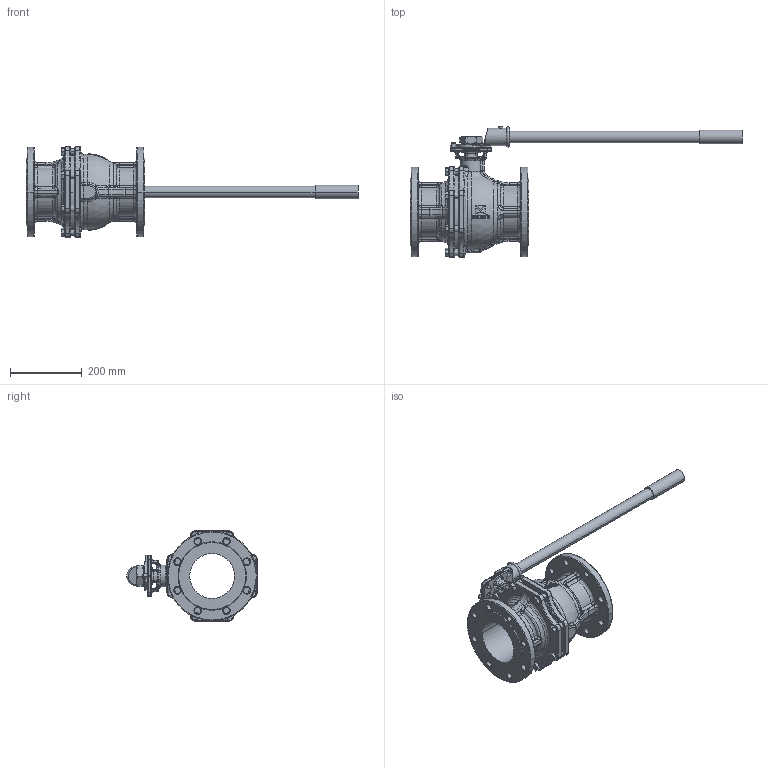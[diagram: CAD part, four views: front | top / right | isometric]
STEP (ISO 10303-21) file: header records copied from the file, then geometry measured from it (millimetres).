
FILE_DESCRIPTION((''),'2;1');
FILE_NAME('2019SD-125_ASM','2014-12-27T',('Administrator'),(''),'PRO/ENGINEER BY PARAMETRIC TECHNOLOGY CORPORATION, 2011080','PRO/ENGINEER BY PARAMETRIC TECHNOLOGY CORPORATION, 2011080','');
FILE_SCHEMA(('CONFIG_CONTROL_DESIGN'));
Products named in the file (12): 2019SD125-M01-PN16; 2019SD125-M02-PN16; 2019D-STME-125; STEMNUT125; 2019SD-HANDLE-125; STOPPIN125; BASHOUGANGGUAN; DIANPIAN125; LUOMU0125; LUOGAN125; LUOSHI125; 2019SD-125_ASM
Assembly tree (18 placements, depth 2):
  2019SD-125_ASM
    2019SD125-M01-PN16
    2019SD125-M02-PN16
    2019D-STME-125
    STEMNUT125
    2019SD-HANDLE-125
    STOPPIN125
    BASHOUGANGGUAN
    DIANPIAN125
    LUOMU0125
    LUOGAN125  x8
    LUOSHI125
Bounding box: 926.8 x 364.42 x 252 mm (x, y, z)
Volume: 4322409.9 mm3; surface area: 872334.2 mm2
Topology: 18 solids, 18 shells, 2140 faces, 5555 edges, 3501 vertices
Faces by surface type: plane 506, cylinder 406, bspline 391, extrusion 388, torus 231, cone 133, sphere 85
Entity records: 110938 total; most frequent: CARTESIAN_POINT 63897, ORIENTED_EDGE 10766, DIRECTION 8109, EDGE_CURVE 5383, VERTEX_POINT 3389, AXIS2_PLACEMENT_3D 3100, B_SPLINE_CURVE_WITH_KNOTS 2464, EDGE_LOOP 2202
